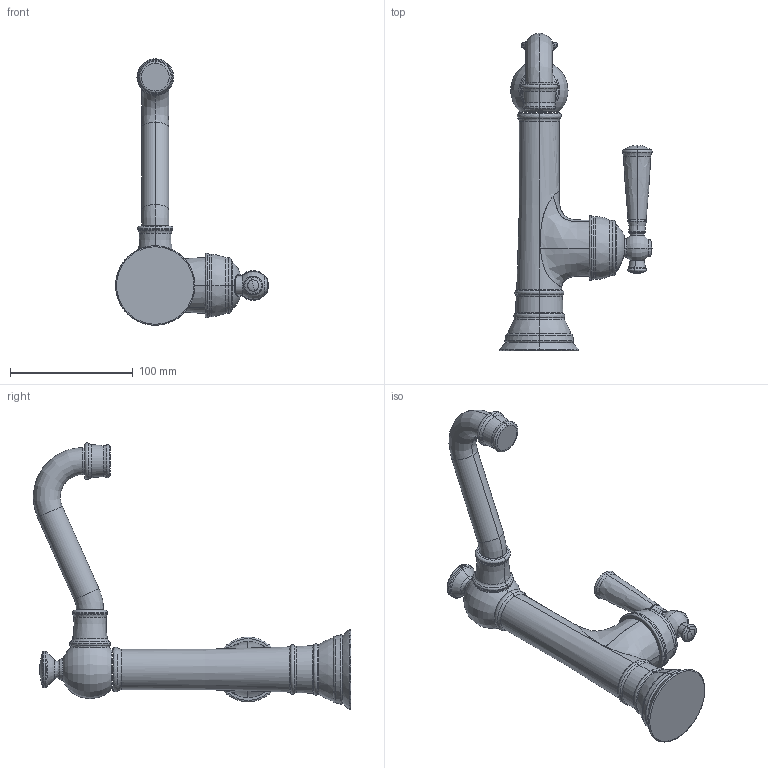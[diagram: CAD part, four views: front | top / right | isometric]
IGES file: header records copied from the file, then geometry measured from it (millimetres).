
Start section:  PTC IGES file: 2470-5203.igs
Global section: file name: 2470-5203.igs; native system: Creo Parametric by PTC Inc.; preprocessor: 2018400; author: rsmith; organization: Unknown; date: 20210512.085538; units: inch
Bounding box: 124.68 x 258.99 x 217.45 mm (x, y, z)
Surface area: 66473.1 mm2 (no closed solid volume)
Topology: 0 solids, 0 shells, 191 faces, 790 edges, 782 vertices
Faces by surface type: revolution 165, bspline 26
